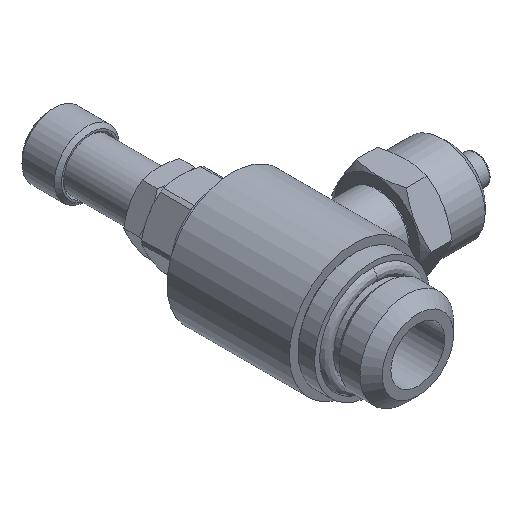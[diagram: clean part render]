
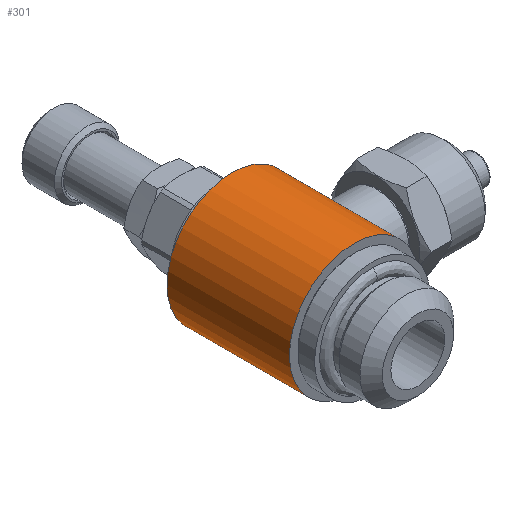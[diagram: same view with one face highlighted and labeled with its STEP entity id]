
A CAD part, isometric view. The second image highlights one B-rep face of the part: STEP entity #301.
In plain terms, the highlighted cylindrical face has radius 9 mm (diameter 18 mm), a full revolution.
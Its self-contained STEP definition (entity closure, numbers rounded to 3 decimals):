
#301 = ADVANCED_FACE( 'NONE', ( #632, #633, #634 ), #635, .T. );
#632 = FACE_OUTER_BOUND( '', #1258, .T. );
#633 = FACE_OUTER_BOUND( '', #1259, .T. );
#634 = FACE_BOUND( '', #1260, .T. );
#635 = CYLINDRICAL_SURFACE( '', #1261, 9. );
#1258 = EDGE_LOOP( '', ( #2061 ) );
#1259 = EDGE_LOOP( '', ( #2062 ) );
#1260 = EDGE_LOOP( '', ( #2063, #2064 ) );
#1261 = AXIS2_PLACEMENT_3D( '', #2065, #2066, #2067 );
#2061 = ORIENTED_EDGE( '', *, *, #2289, .T. );
#2062 = ORIENTED_EDGE( '', *, *, #2504, .T. );
#2063 = ORIENTED_EDGE( '', *, *, #2505, .T. );
#2064 = ORIENTED_EDGE( '', *, *, #2440, .T. );
#2065 = CARTESIAN_POINT( '', ( 0., 32.286, 0. ) );
#2066 = DIRECTION( '', ( 0., 1., 0. ) );
#2067 = DIRECTION( '', ( 0., 0., 1. ) );
#2289 = EDGE_CURVE( 'NONE', #2575, #2575, #2576, .T. );
#2440 = EDGE_CURVE( 'NONE', #2810, #2816, #2818, .T. );
#2504 = EDGE_CURVE( 'NONE', #2896, #2896, #2897, .T. );
#2505 = EDGE_CURVE( 'NONE', #2816, #2810, #2898, .T. );
#2575 = VERTEX_POINT( '', #3070 );
#2576 = CIRCLE( '', #3071, 9. );
#2810 = VERTEX_POINT( 'NONE', #3611 );
#2816 = VERTEX_POINT( 'NONE', #3651 );
#2818 = B_SPLINE_CURVE_WITH_KNOTS( '', 3, ( #3653, #3654, #3655, #3656, #3657, #3658, #3659, #3660, #3661, #3662, #3663, #3664, #3665, #3666, #3667, #3668, #3669, #3670, #3671, #3672, #3673, #3674, #3675, #3676, #3677, #3678 ), .UNSPECIFIED., .F., .F., ( 4, 1, 1, 1, 1, 1, 1, 1, 1, 1, 1, 1, 1, 1, 1, 1, 1, 1, 1, 1, 1, 1, 1, 4 ), ( 0., 0.017, 0.033, 0.048, 0.062, 0.094, 0.125, 0.187, 0.25, 0.312, 0.375, 0.438, 0.5, 0.563, 0.625, 0.687, 0.75, 0.812, 0.875, 0.906, 0.937, 0.953, 0.969, 1. ), .UNSPECIFIED. );
#2896 = VERTEX_POINT( '', #3938 );
#2897 = CIRCLE( '', #3939, 9. );
#2898 = B_SPLINE_CURVE_WITH_KNOTS( '', 3, ( #3940, #3941, #3942, #3943, #3944, #3945, #3946, #3947, #3948, #3949, #3950, #3951, #3952, #3953, #3954, #3955, #3956, #3957, #3958, #3959, #3960, #3961, #3962, #3963, #3964, #3965 ), .UNSPECIFIED., .F., .F., ( 4, 1, 1, 1, 1, 1, 1, 1, 1, 1, 1, 1, 1, 1, 1, 1, 1, 1, 1, 1, 1, 1, 1, 4 ), ( 0., 0.017, 0.033, 0.048, 0.062, 0.094, 0.125, 0.187, 0.25, 0.312, 0.375, 0.438, 0.5, 0.563, 0.625, 0.687, 0.75, 0.812, 0.875, 0.906, 0.937, 0.953, 0.969, 1. ), .UNSPECIFIED. );
#3070 = CARTESIAN_POINT( '', ( 0., 9.2, 9. ) );
#3071 = AXIS2_PLACEMENT_3D( '', #4039, #4040, #4041 );
#3611 = CARTESIAN_POINT( '', ( 7.856, 20.573, -4.392 ) );
#3651 = CARTESIAN_POINT( '', ( 7.853, 16.838, 4.396 ) );
#3653 = CARTESIAN_POINT( '', ( 7.856, 20.573, -4.392 ) );
#3654 = CARTESIAN_POINT( '', ( 7.84, 20.493, -4.421 ) );
#3655 = CARTESIAN_POINT( '', ( 7.808, 20.336, -4.477 ) );
#3656 = CARTESIAN_POINT( '', ( 7.767, 20.102, -4.547 ) );
#3657 = CARTESIAN_POINT( '', ( 7.732, 19.874, -4.606 ) );
#3658 = CARTESIAN_POINT( '', ( 7.693, 19.565, -4.671 ) );
#3659 = CARTESIAN_POINT( '', ( 7.661, 19.169, -4.724 ) );
#3660 = CARTESIAN_POINT( '', ( 7.644, 18.523, -4.751 ) );
#3661 = CARTESIAN_POINT( '', ( 7.691, 17.71, -4.675 ) );
#3662 = CARTESIAN_POINT( '', ( 7.851, 16.784, -4.406 ) );
#3663 = CARTESIAN_POINT( '', ( 8.079, 15.928, -3.98 ) );
#3664 = CARTESIAN_POINT( '', ( 8.342, 15.178, -3.403 ) );
#3665 = CARTESIAN_POINT( '', ( 8.6, 14.547, -2.695 ) );
#3666 = CARTESIAN_POINT( '', ( 8.82, 14.068, -1.865 ) );
#3667 = CARTESIAN_POINT( '', ( 8.967, 13.764, -0.946 ) );
#3668 = CARTESIAN_POINT( '', ( 9.018, 13.666, 0.027 ) );
#3669 = CARTESIAN_POINT( '', ( 8.961, 13.775, 1. ) );
#3670 = CARTESIAN_POINT( '', ( 8.809, 14.091, 1.914 ) );
#3671 = CARTESIAN_POINT( '', ( 8.586, 14.578, 2.738 ) );
#3672 = CARTESIAN_POINT( '', ( 8.37, 15.11, 3.321 ) );
#3673 = CARTESIAN_POINT( '', ( 8.196, 15.594, 3.722 ) );
#3674 = CARTESIAN_POINT( '', ( 8.091, 15.921, 3.944 ) );
#3675 = CARTESIAN_POINT( '', ( 8.012, 16.192, 4.101 ) );
#3676 = CARTESIAN_POINT( '', ( 7.936, 16.472, 4.247 ) );
#3677 = CARTESIAN_POINT( '', ( 7.886, 16.691, 4.336 ) );
#3678 = CARTESIAN_POINT( '', ( 7.853, 16.838, 4.396 ) );
#3938 = CARTESIAN_POINT( '', ( 0., 26.2, 9. ) );
#3939 = AXIS2_PLACEMENT_3D( '', #4299, #4300, #4301 );
#3940 = CARTESIAN_POINT( '', ( 7.853, 16.838, 4.396 ) );
#3941 = CARTESIAN_POINT( '', ( 7.837, 16.918, 4.425 ) );
#3942 = CARTESIAN_POINT( '', ( 7.806, 17.075, 4.48 ) );
#3943 = CARTESIAN_POINT( '', ( 7.765, 17.309, 4.55 ) );
#3944 = CARTESIAN_POINT( '', ( 7.73, 17.537, 4.609 ) );
#3945 = CARTESIAN_POINT( '', ( 7.692, 17.845, 4.672 ) );
#3946 = CARTESIAN_POINT( '', ( 7.66, 18.241, 4.725 ) );
#3947 = CARTESIAN_POINT( '', ( 7.644, 18.886, 4.751 ) );
#3948 = CARTESIAN_POINT( '', ( 7.692, 19.698, 4.673 ) );
#3949 = CARTESIAN_POINT( '', ( 7.852, 20.622, 4.404 ) );
#3950 = CARTESIAN_POINT( '', ( 8.08, 21.476, 3.977 ) );
#3951 = CARTESIAN_POINT( '', ( 8.343, 22.224, 3.4 ) );
#3952 = CARTESIAN_POINT( '', ( 8.6, 22.854, 2.694 ) );
#3953 = CARTESIAN_POINT( '', ( 8.82, 23.332, 1.865 ) );
#3954 = CARTESIAN_POINT( '', ( 8.967, 23.636, 0.948 ) );
#3955 = CARTESIAN_POINT( '', ( 9.018, 23.734, -0.024 ) );
#3956 = CARTESIAN_POINT( '', ( 8.962, 23.626, -0.995 ) );
#3957 = CARTESIAN_POINT( '', ( 8.81, 23.312, -1.908 ) );
#3958 = CARTESIAN_POINT( '', ( 8.588, 22.826, -2.732 ) );
#3959 = CARTESIAN_POINT( '', ( 8.373, 22.296, -3.315 ) );
#3960 = CARTESIAN_POINT( '', ( 8.199, 21.813, -3.717 ) );
#3961 = CARTESIAN_POINT( '', ( 8.094, 21.488, -3.938 ) );
#3962 = CARTESIAN_POINT( '', ( 8.014, 21.218, -4.096 ) );
#3963 = CARTESIAN_POINT( '', ( 7.938, 20.939, -4.242 ) );
#3964 = CARTESIAN_POINT( '', ( 7.889, 20.72, -4.332 ) );
#3965 = CARTESIAN_POINT( '', ( 7.856, 20.573, -4.392 ) );
#4039 = CARTESIAN_POINT( '', ( 0., 9.2, 0. ) );
#4040 = DIRECTION( '', ( 0., 1., 0. ) );
#4041 = DIRECTION( '', ( 0., 0., 1. ) );
#4299 = CARTESIAN_POINT( '', ( 0., 26.2, 0. ) );
#4300 = DIRECTION( '', ( 0., -1., 0. ) );
#4301 = DIRECTION( '', ( 0., 0., 1. ) );
